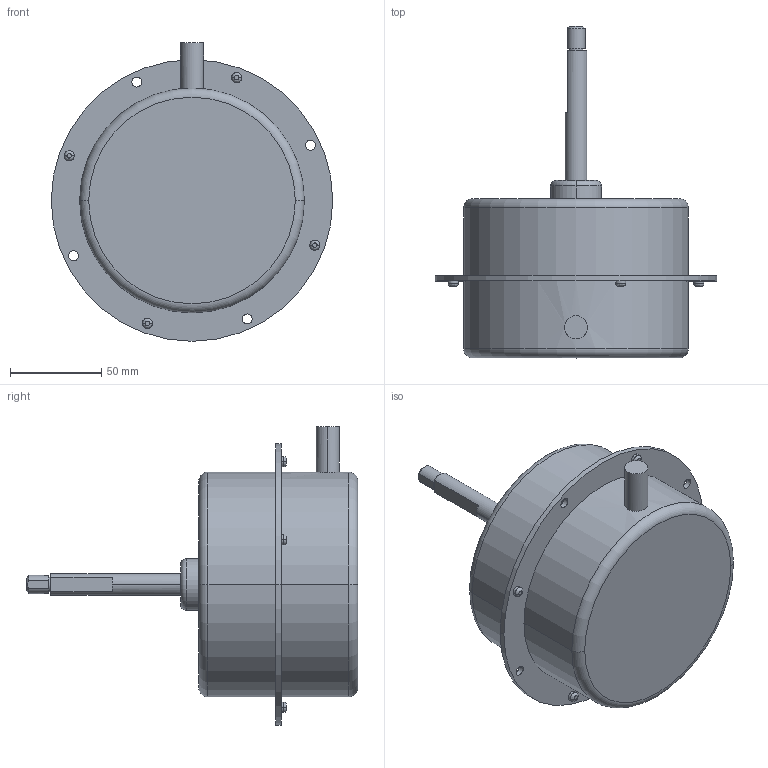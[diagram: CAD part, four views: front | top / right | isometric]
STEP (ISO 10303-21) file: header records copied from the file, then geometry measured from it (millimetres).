
FILE_DESCRIPTION((''),'2;1');
FILE_NAME('119-7401','2023-04-04T08:26:15',('U375483'),('DANFOSS COMMERCIAL COMPRESSOR'),'CREO PARAMETRIC BY PTC INC, 2022124','CREO PARAMETRIC BY PTC INC, 2022124','');
FILE_SCHEMA(('CONFIG_CONTROL_DESIGN'));
Length unit declared in the file: millimetre
Products named in the file (1): 119-7401
Bounding box: 154 x 181.5 x 163.3 mm (x, y, z)
Volume: 1067726.6 mm3; surface area: 74501 mm2
Topology: 1 solids, 1 shells, 63 faces, 136 edges, 86 vertices
Faces by surface type: cylinder 31, plane 16, bspline 8, torus 6, cone 2
Entity records: 2014 total; most frequent: CARTESIAN_POINT 534, DIRECTION 335, ORIENTED_EDGE 272, AXIS2_PLACEMENT_3D 148, EDGE_CURVE 136, CIRCLE 93, VERTEX_POINT 86, EDGE_LOOP 82
